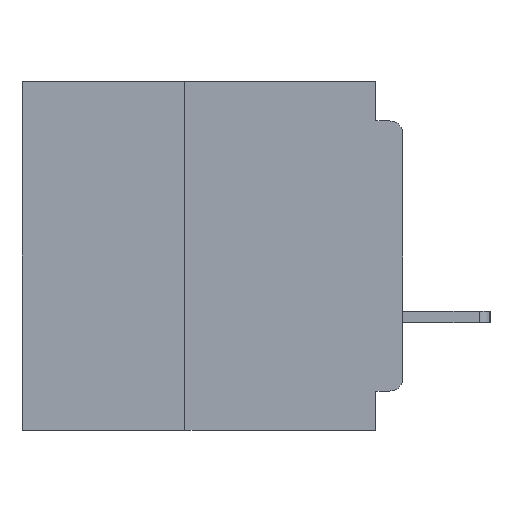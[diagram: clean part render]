
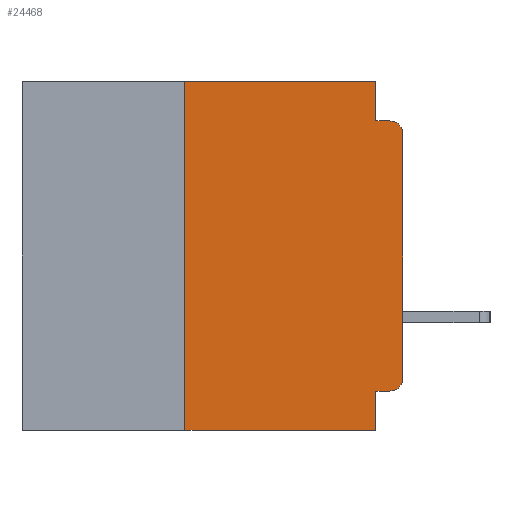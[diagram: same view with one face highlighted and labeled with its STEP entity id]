
A CAD part, left-side view. The second image highlights one B-rep face of the part: STEP entity #24468.
In plain terms, the highlighted planar face has unit normal (-1, 0, 0).
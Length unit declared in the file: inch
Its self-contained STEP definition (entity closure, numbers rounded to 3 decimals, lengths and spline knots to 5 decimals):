
#167 = EDGE_CURVE ( 'NONE', #15944, #19644, #37453, .T. ) ;
#694 = CARTESIAN_POINT ( 'NONE',  ( 0., 0.031, 0. ) ) ;
#787 = ORIENTED_EDGE ( 'NONE', *, *, #14797, .T. ) ;
#1114 = CIRCLE ( 'NONE', #8411, 0.015 ) ;
#1151 = DIRECTION ( 'NONE',  ( 0., 0., -1. ) ) ;
#1498 = VECTOR ( 'NONE', #8972, 39.37008 ) ;
#1606 = CARTESIAN_POINT ( 'NONE',  ( 0., 0.437, 0. ) ) ;
#1854 = DIRECTION ( 'NONE',  ( 0., 0., -1. ) ) ;
#2954 = DIRECTION ( 'NONE',  ( 0., -1., 0. ) ) ;
#4503 = LINE ( 'NONE', #694, #12457 ) ;
#4950 = ORIENTED_EDGE ( 'NONE', *, *, #28977, .T. ) ;
#4998 = LINE ( 'NONE', #43773, #22040 ) ;
#5114 = DIRECTION ( 'NONE',  ( 1., 0., 0. ) ) ;
#5449 = VECTOR ( 'NONE', #12622, 39.37008 ) ;
#5742 = CARTESIAN_POINT ( 'NONE',  ( 0., 0.031, -0.045 ) ) ;
#5834 = ORIENTED_EDGE ( 'NONE', *, *, #9693, .F. ) ;
#6612 = ORIENTED_EDGE ( 'NONE', *, *, #26219, .F. ) ;
#7643 = CIRCLE ( 'NONE', #33694, 0.015 ) ;
#8411 = AXIS2_PLACEMENT_3D ( 'NONE', #42735, #22320, #1854 ) ;
#8972 = DIRECTION ( 'NONE',  ( 0., -1., 0. ) ) ;
#9693 = EDGE_CURVE ( 'NONE', #30080, #21905, #19669, .T. ) ;
#11108 = CARTESIAN_POINT ( 'NONE',  ( 0., 0.25, 0. ) ) ;
#11308 = VECTOR ( 'NONE', #18105, 39.37008 ) ;
#12457 = VECTOR ( 'NONE', #28066, 39.37008 ) ;
#12622 = DIRECTION ( 'NONE',  ( 0., 1., 0. ) ) ;
#13221 = DIRECTION ( 'NONE',  ( -1., 0., 0. ) ) ;
#14797 = EDGE_CURVE ( 'NONE', #19644, #32834, #7643, .T. ) ;
#15058 = CARTESIAN_POINT ( 'NONE',  ( 0., 0.031, -0.4 ) ) ;
#15129 = VERTEX_POINT ( 'NONE', #15058 ) ;
#15944 = VERTEX_POINT ( 'NONE', #19166 ) ;
#16724 = CARTESIAN_POINT ( 'NONE',  ( 0., 0.015, -0.355 ) ) ;
#17927 = LINE ( 'NONE', #32562, #25984 ) ;
#18105 = DIRECTION ( 'NONE',  ( 0., 0., 1. ) ) ;
#18906 = CARTESIAN_POINT ( 'NONE',  ( 0., 0., -0.045 ) ) ;
#19166 = CARTESIAN_POINT ( 'NONE',  ( 0., 0., -0.34 ) ) ;
#19202 = EDGE_CURVE ( 'NONE', #21905, #28367, #4503, .T. ) ;
#19264 = CARTESIAN_POINT ( 'NONE',  ( 0., 0.25, -0.4 ) ) ;
#19343 = CARTESIAN_POINT ( 'NONE',  ( 0., 0., 0. ) ) ;
#19644 = VERTEX_POINT ( 'NONE', #43920 ) ;
#19669 = LINE ( 'NONE', #32826, #1498 ) ;
#21161 = VECTOR ( 'NONE', #1151, 39.37008 ) ;
#21905 = VERTEX_POINT ( 'NONE', #23334 ) ;
#22040 = VECTOR ( 'NONE', #2954, 39.37008 ) ;
#22073 = PLANE ( 'NONE',  #34543 ) ;
#22320 = DIRECTION ( 'NONE',  ( -1., 0., 0. ) ) ;
#22357 = DIRECTION ( 'NONE',  ( 0., -1., 0. ) ) ;
#22375 = DIRECTION ( 'NONE',  ( 0., 0., 1. ) ) ;
#22740 = LINE ( 'NONE', #18906, #38773 ) ;
#23334 = CARTESIAN_POINT ( 'NONE',  ( 0., 0.031, 0. ) ) ;
#23559 = LINE ( 'NONE', #26344, #5449 ) ;
#24468 = ADVANCED_FACE ( 'NONE', ( #33460 ), #22073, .F. ) ;
#25984 = VECTOR ( 'NONE', #22375, 39.37008 ) ;
#26219 = EDGE_CURVE ( 'NONE', #29906, #15129, #31368, .T. ) ;
#26292 = EDGE_CURVE ( 'NONE', #41932, #30080, #17927, .T. ) ;
#26344 = CARTESIAN_POINT ( 'NONE',  ( 0., 0., -0.355 ) ) ;
#26791 = ORIENTED_EDGE ( 'NONE', *, *, #167, .T. ) ;
#28066 = DIRECTION ( 'NONE',  ( 0., 0., -1. ) ) ;
#28367 = VERTEX_POINT ( 'NONE', #5742 ) ;
#28962 = DIRECTION ( 'NONE',  ( 0., 0., -1. ) ) ;
#28977 = EDGE_CURVE ( 'NONE', #41932, #15129, #4998, .T. ) ;
#29906 = VERTEX_POINT ( 'NONE', #37359 ) ;
#30080 = VERTEX_POINT ( 'NONE', #11108 ) ;
#31368 = LINE ( 'NONE', #35418, #21161 ) ;
#32120 = EDGE_CURVE ( 'NONE', #40531, #29906, #23559, .T. ) ;
#32562 = CARTESIAN_POINT ( 'NONE',  ( 0., 0.25, -0.4 ) ) ;
#32826 = CARTESIAN_POINT ( 'NONE',  ( 0., 0.437, 0. ) ) ;
#32834 = VERTEX_POINT ( 'NONE', #33933 ) ;
#33460 = FACE_OUTER_BOUND ( 'NONE', #43139, .T. ) ;
#33694 = AXIS2_PLACEMENT_3D ( 'NONE', #33715, #13221, #37126 ) ;
#33715 = CARTESIAN_POINT ( 'NONE',  ( 0., 0.015, -0.06 ) ) ;
#33933 = CARTESIAN_POINT ( 'NONE',  ( 0., 0.015, -0.045 ) ) ;
#34543 = AXIS2_PLACEMENT_3D ( 'NONE', #1606, #5114, #28962 ) ;
#34990 = EDGE_CURVE ( 'NONE', #28367, #32834, #22740, .T. ) ;
#35418 = CARTESIAN_POINT ( 'NONE',  ( 0., 0.031, -0.4 ) ) ;
#37126 = DIRECTION ( 'NONE',  ( 0., 0., -1. ) ) ;
#37359 = CARTESIAN_POINT ( 'NONE',  ( 0., 0.031, -0.355 ) ) ;
#37453 = LINE ( 'NONE', #19343, #11308 ) ;
#37647 = ORIENTED_EDGE ( 'NONE', *, *, #26292, .F. ) ;
#37876 = ORIENTED_EDGE ( 'NONE', *, *, #43362, .T. ) ;
#38377 = ORIENTED_EDGE ( 'NONE', *, *, #34990, .F. ) ;
#38773 = VECTOR ( 'NONE', #22357, 39.37008 ) ;
#40531 = VERTEX_POINT ( 'NONE', #16724 ) ;
#41525 = ORIENTED_EDGE ( 'NONE', *, *, #32120, .F. ) ;
#41932 = VERTEX_POINT ( 'NONE', #19264 ) ;
#42735 = CARTESIAN_POINT ( 'NONE',  ( 0., 0.015, -0.34 ) ) ;
#42739 = ORIENTED_EDGE ( 'NONE', *, *, #19202, .F. ) ;
#43139 = EDGE_LOOP ( 'NONE', ( #26791, #787, #38377, #42739, #5834, #37647, #4950, #6612, #41525, #37876 ) ) ;
#43362 = EDGE_CURVE ( 'NONE', #40531, #15944, #1114, .T. ) ;
#43773 = CARTESIAN_POINT ( 'NONE',  ( 0., 0.437, -0.4 ) ) ;
#43920 = CARTESIAN_POINT ( 'NONE',  ( 0., 0., -0.06 ) ) ;
